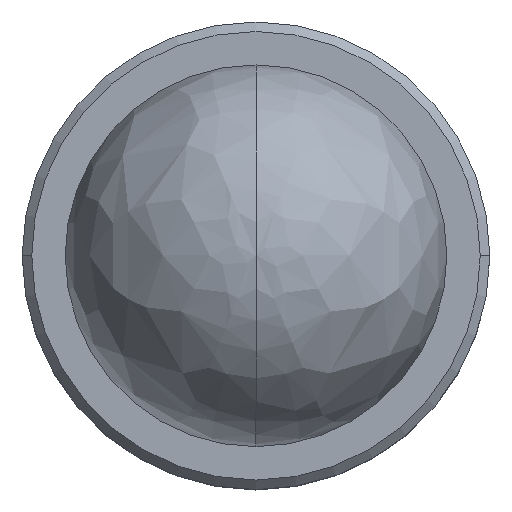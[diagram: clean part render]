
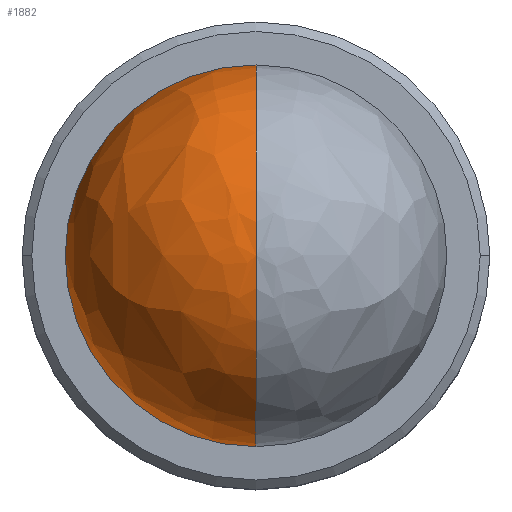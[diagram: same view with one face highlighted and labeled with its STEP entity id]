
A CAD part, top view. The second image highlights one B-rep face of the part: STEP entity #1882.
In plain terms, the highlighted free-form (B-spline) face has degree [3, 3] with [4, 4] control points.
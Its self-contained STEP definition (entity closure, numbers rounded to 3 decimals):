
#11 = CARTESIAN_POINT ( 'NONE',  ( -8., -4., 7.843 ) ) ;
#137 = DIRECTION ( 'NONE',  ( 1., 0., 0. ) ) ;
#197 = CIRCLE ( 'NONE', #1351, 4. ) ;
#223 = CARTESIAN_POINT ( 'NONE',  ( -8., 4., 7.843 ) ) ;
#330 = AXIS2_PLACEMENT_3D ( 'NONE', #1694, #2423, #764 ) ;
#410 = CARTESIAN_POINT ( 'NONE',  ( 0., -4., 5.5 ) ) ;
#441 = CARTESIAN_POINT ( 'NONE',  ( 0., 4., 7.843 ) ) ;
#532 = VERTEX_POINT ( 'NONE', #1322 ) ;
#578 = EDGE_CURVE ( 'NONE', #943, #532, #980, .T. ) ;
#582 = ORIENTED_EDGE ( 'NONE', *, *, #2514, .T. ) ;
#637 = CARTESIAN_POINT ( 'NONE',  ( 0., 0., 9.5 ) ) ;
#733 = CARTESIAN_POINT ( 'NONE',  ( 0., 0., 9.5 ) ) ;
#764 = DIRECTION ( 'NONE',  ( 1., 0., 0. ) ) ;
#800 = EDGE_LOOP ( 'NONE', ( #582, #2076, #1190 ) ) ;
#886 = CARTESIAN_POINT ( 'NONE',  ( 0., -4., 5.5 ) ) ;
#943 = VERTEX_POINT ( 'NONE', #410 ) ;
#980 = CIRCLE ( 'NONE', #1987, 4. ) ;
#1005 = DIRECTION ( 'NONE',  ( 0., 0., -1. ) ) ;
#1040 = CARTESIAN_POINT ( 'NONE',  ( -8., -4., 5.5 ) ) ;
#1050 = CARTESIAN_POINT ( 'NONE',  ( 0., 0., 9.5 ) ) ;
#1077 = CARTESIAN_POINT ( 'NONE',  ( -8., 4., 5.5 ) ) ;
#1190 = ORIENTED_EDGE ( 'NONE', *, *, #1936, .F. ) ;
#1227 = DIRECTION ( 'NONE',  ( 0., 0., -1. ) ) ;
#1230 = CARTESIAN_POINT ( 'NONE',  ( 0., -2.343, 9.5 ) ) ;
#1235 = DIRECTION ( 'NONE',  ( -1., 0., 0. ) ) ;
#1236 = CARTESIAN_POINT ( 'NONE',  ( 0., 0., 5.5 ) ) ;
#1258 = CARTESIAN_POINT ( 'NONE',  ( 0., 4., 5.5 ) ) ;
#1322 = CARTESIAN_POINT ( 'NONE',  ( 0., 0., 9.5 ) ) ;
#1351 = AXIS2_PLACEMENT_3D ( 'NONE', #1892, #137, #1005 ) ;
#1417 = CARTESIAN_POINT ( 'NONE',  ( -4.686, -2.343, 9.5 ) ) ;
#1488 = CARTESIAN_POINT ( 'NONE',  ( 0., 4., 5.5 ) ) ;
#1600 = CARTESIAN_POINT ( 'NONE',  ( -4.686, 2.343, 9.5 ) ) ;
#1601 = VERTEX_POINT ( 'NONE', #1488 ) ;
#1670 =( BOUNDED_SURFACE ( )  B_SPLINE_SURFACE ( 3, 3, ( 
 ( #1258, #1077, #1040, #886 ),
 ( #441, #223, #11, #2299 ),
 ( #1924, #1600, #1417, #1230 ),
 ( #1050, #637, #1677, #733 ) ),
 .UNSPECIFIED., .F., .F., .F. ) 
 B_SPLINE_SURFACE_WITH_KNOTS ( ( 4, 4 ),
 ( 4, 4 ),
 ( 0., 1. ),
 ( 0., 1. ),
 .UNSPECIFIED. ) 
 GEOMETRIC_REPRESENTATION_ITEM ( )  RATIONAL_B_SPLINE_SURFACE ( (
 ( 1., 0.333, 0.333, 1.),
 ( 0.805, 0.268, 0.268, 0.805),
 ( 0.805, 0.268, 0.268, 0.805),
 ( 1., 0.333, 0.333, 1.) ) ) 
 REPRESENTATION_ITEM ( '' )  SURFACE ( )  );
#1677 = CARTESIAN_POINT ( 'NONE',  ( 0., 0., 9.5 ) ) ;
#1694 = CARTESIAN_POINT ( 'NONE',  ( 0., 0., 5.5 ) ) ;
#1756 = CIRCLE ( 'NONE', #330, 4. ) ;
#1786 = FACE_OUTER_BOUND ( 'NONE', #800, .T. ) ;
#1882 = ADVANCED_FACE ( 'NONE', ( #1786 ), #1670, .F. ) ;
#1892 = CARTESIAN_POINT ( 'NONE',  ( 0., 0., 5.5 ) ) ;
#1924 = CARTESIAN_POINT ( 'NONE',  ( 0., 2.343, 9.5 ) ) ;
#1936 = EDGE_CURVE ( 'NONE', #1601, #532, #197, .T. ) ;
#1987 = AXIS2_PLACEMENT_3D ( 'NONE', #1236, #1235, #1227 ) ;
#2076 = ORIENTED_EDGE ( 'NONE', *, *, #578, .T. ) ;
#2299 = CARTESIAN_POINT ( 'NONE',  ( 0., -4., 7.843 ) ) ;
#2423 = DIRECTION ( 'NONE',  ( 0., 0., 1. ) ) ;
#2514 = EDGE_CURVE ( 'NONE', #1601, #943, #1756, .T. ) ;
